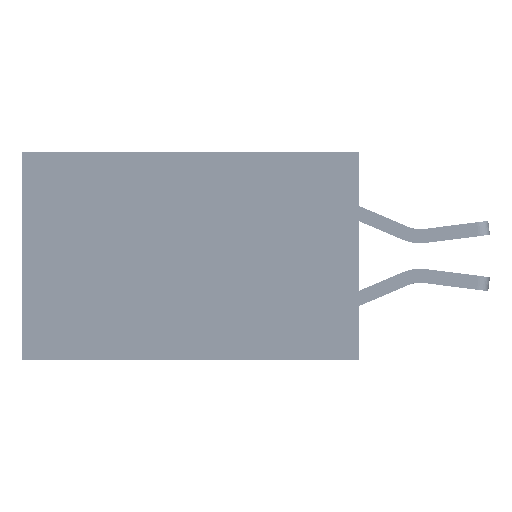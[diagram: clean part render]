
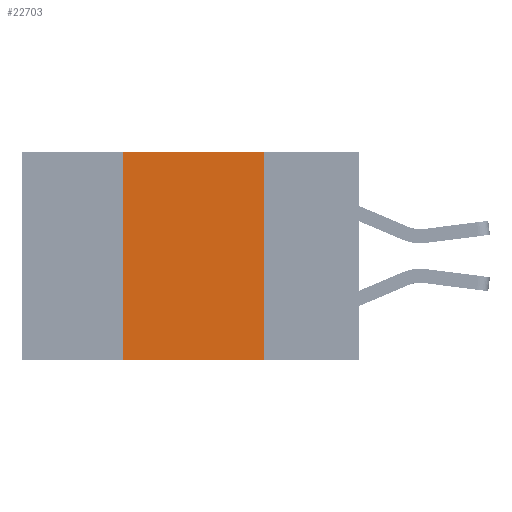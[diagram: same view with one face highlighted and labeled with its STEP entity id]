
A CAD part, left-side view. The second image highlights one B-rep face of the part: STEP entity #22703.
In plain terms, the highlighted planar face has unit normal (-1, 0, 0).
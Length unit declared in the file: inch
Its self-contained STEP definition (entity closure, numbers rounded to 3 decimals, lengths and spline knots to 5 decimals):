
#265 = VERTEX_POINT ( 'NONE', #3476 ) ;
#1791 = VERTEX_POINT ( 'NONE', #1883 ) ;
#1883 = CARTESIAN_POINT ( 'NONE',  ( 0., 0.17, 0. ) ) ;
#3476 = CARTESIAN_POINT ( 'NONE',  ( 0., 0.42, -0.37 ) ) ;
#5259 = ORIENTED_EDGE ( 'NONE', *, *, #31925, .T. ) ;
#5569 = CARTESIAN_POINT ( 'NONE',  ( 0., 0.6, 0. ) ) ;
#7035 = DIRECTION ( 'NONE',  ( 0., 0., -1. ) ) ;
#7090 = CARTESIAN_POINT ( 'NONE',  ( 0., 0.6, 0. ) ) ;
#7796 = ORIENTED_EDGE ( 'NONE', *, *, #15561, .F. ) ;
#8290 = DIRECTION ( 'NONE',  ( 0., 0., -1. ) ) ;
#9570 = FACE_OUTER_BOUND ( 'NONE', #32485, .T. ) ;
#11389 = LINE ( 'NONE', #28160, #25526 ) ;
#12408 = DIRECTION ( 'NONE',  ( 0., -1., 0. ) ) ;
#13806 = DIRECTION ( 'NONE',  ( 0., 0., 1. ) ) ;
#14944 = VECTOR ( 'NONE', #7035, 39.37008 ) ;
#15561 = EDGE_CURVE ( 'NONE', #265, #33970, #11389, .T. ) ;
#15802 = AXIS2_PLACEMENT_3D ( 'NONE', #5569, #25220, #8290 ) ;
#17151 = LINE ( 'NONE', #23989, #14944 ) ;
#20107 = ORIENTED_EDGE ( 'NONE', *, *, #30921, .F. ) ;
#20898 = VECTOR ( 'NONE', #34849, 39.37008 ) ;
#21144 = ORIENTED_EDGE ( 'NONE', *, *, #21752, .F. ) ;
#21357 = CARTESIAN_POINT ( 'NONE',  ( 0., 0.17, -0.37 ) ) ;
#21621 = LINE ( 'NONE', #7090, #29605 ) ;
#21752 = EDGE_CURVE ( 'NONE', #1791, #23573, #17151, .T. ) ;
#22396 = PLANE ( 'NONE',  #15802 ) ;
#22703 = ADVANCED_FACE ( 'NONE', ( #9570 ), #22396, .F. ) ;
#23573 = VERTEX_POINT ( 'NONE', #21357 ) ;
#23989 = CARTESIAN_POINT ( 'NONE',  ( 0., 0.17, 0. ) ) ;
#25220 = DIRECTION ( 'NONE',  ( 1., 0., 0. ) ) ;
#25526 = VECTOR ( 'NONE', #13806, 39.37008 ) ;
#26265 = CARTESIAN_POINT ( 'NONE',  ( 0., 0.6, -0.37 ) ) ;
#28160 = CARTESIAN_POINT ( 'NONE',  ( 0., 0.42, 0. ) ) ;
#29307 = LINE ( 'NONE', #26265, #20898 ) ;
#29605 = VECTOR ( 'NONE', #12408, 39.37008 ) ;
#30921 = EDGE_CURVE ( 'NONE', #33970, #1791, #21621, .T. ) ;
#31925 = EDGE_CURVE ( 'NONE', #265, #23573, #29307, .T. ) ;
#32485 = EDGE_LOOP ( 'NONE', ( #21144, #20107, #7796, #5259 ) ) ;
#33049 = CARTESIAN_POINT ( 'NONE',  ( 0., 0.42, 0. ) ) ;
#33970 = VERTEX_POINT ( 'NONE', #33049 ) ;
#34849 = DIRECTION ( 'NONE',  ( 0., -1., 0. ) ) ;
